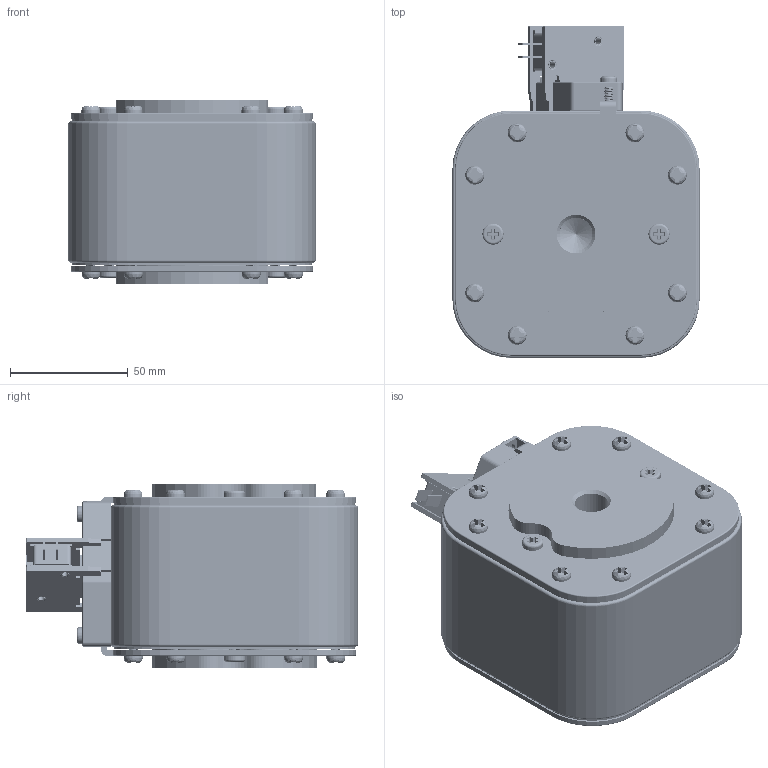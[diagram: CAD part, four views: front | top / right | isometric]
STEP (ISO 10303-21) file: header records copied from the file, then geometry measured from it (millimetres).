
FILE_DESCRIPTION(/* description */ (''),/* implementation_level */ '2;1');
FILE_NAME(/* name */ 'CDRSM-1600.prt.stp',/* time_stamp */ '2025-03-14T15:19:10+08:00',/* author */ (''),/* organization */ (''),/* preprocessor_version */ 'ST-DEVELOPER v16',/* originating_system */ 'SIEMENS PLM Software NX 10.0',/* authorisation */ '');
FILE_SCHEMA (('CONFIG_CONTROL_DESIGN'));
Products named in the file (1): CDRSM-1600
Bounding box: 105 x 140.91 x 78 mm (x, y, z)
Volume: 471266.8 mm3; surface area: 162819.1 mm2
Topology: 37 solids, 37 shells, 1304 faces, 3377 edges, 2217 vertices
Faces by surface type: plane 747, cylinder 345, bspline 120, torus 62, cone 30
Full cylindrical faces by diameter (mm): 1 x1, 2.6 x2, 3 x3, 3.2 x1, 3.3 x44, 3.5 x10, 4 x1, 5 x2, 6 x8, 7 x2, 8 x16, 9 x4, 9.5 x1, 10 x2, 14 x3, 16 x1, 20 x1, 80 x2, 82 x1
Entity records: 212729 total; most frequent: CARTESIAN_POINT 182853, ORIENTED_EDGE 6206, DIRECTION 5603, EDGE_CURVE 3103, VERTEX_POINT 2140, AXIS2_PLACEMENT_3D 1978, EDGE_LOOP 1679, LINE 1647
